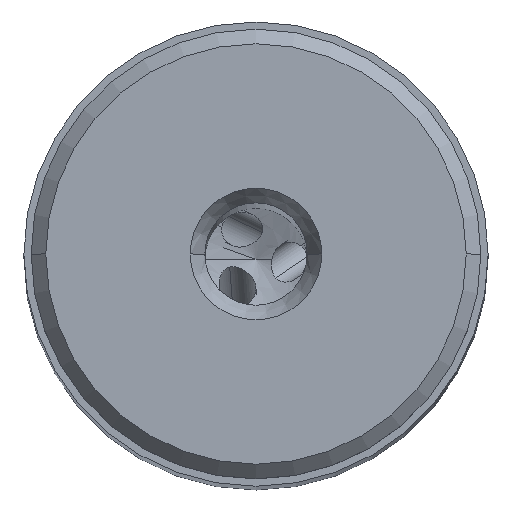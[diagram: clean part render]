
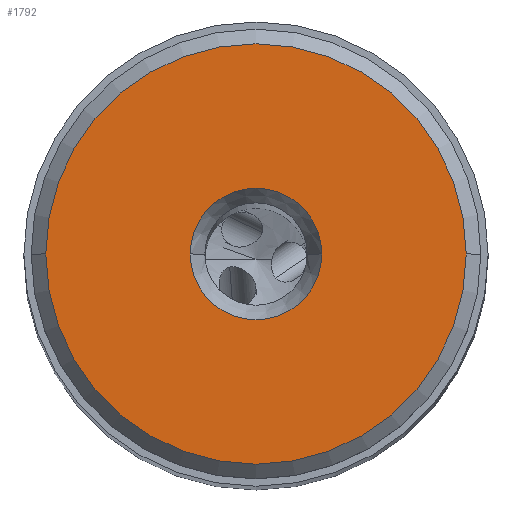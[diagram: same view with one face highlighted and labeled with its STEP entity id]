
A CAD part, top view. The second image highlights one B-rep face of the part: STEP entity #1792.
In plain terms, the highlighted planar face has unit normal (0, 0, 1).
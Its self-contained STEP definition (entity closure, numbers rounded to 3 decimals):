
#1792=ADVANCED_FACE('',(#2194,#2195),#2111,.T.);
#2111=PLANE('',#7152);
#2194=FACE_BOUND('',#2303,.T.);
#2195=FACE_BOUND('',#2304,.T.);
#2303=EDGE_LOOP('',(#3156,#3157,#3158));
#2304=EDGE_LOOP('',(#3159,#3160));
#3156=ORIENTED_EDGE('',*,*,#5797,.F.);
#3157=ORIENTED_EDGE('',*,*,#5798,.F.);
#3158=ORIENTED_EDGE('',*,*,#5799,.F.);
#3159=ORIENTED_EDGE('',*,*,#5796,.F.);
#3160=ORIENTED_EDGE('',*,*,#5800,.F.);
#5010=VERTEX_POINT('',#15428);
#5011=VERTEX_POINT('',#15430);
#5012=VERTEX_POINT('',#15434);
#5013=VERTEX_POINT('',#15435);
#5014=VERTEX_POINT('',#15437);
#5796=EDGE_CURVE('',#5011,#5010,#6591,.T.);
#5797=EDGE_CURVE('',#5012,#5013,#6592,.T.);
#5798=EDGE_CURVE('',#5014,#5012,#6593,.T.);
#5799=EDGE_CURVE('',#5013,#5014,#6594,.T.);
#5800=EDGE_CURVE('',#5010,#5011,#6595,.T.);
#6591=CIRCLE('',#7146,4.5);
#6592=CIRCLE('',#7148,14.375);
#6593=CIRCLE('',#7149,14.375);
#6594=CIRCLE('',#7150,14.375);
#6595=CIRCLE('',#7151,4.5);
#7146=AXIS2_PLACEMENT_3D('',#15431,#8095,#8096);
#7148=AXIS2_PLACEMENT_3D('',#15433,#8099,#8100);
#7149=AXIS2_PLACEMENT_3D('',#15436,#8101,#8102);
#7150=AXIS2_PLACEMENT_3D('',#15438,#8103,#8104);
#7151=AXIS2_PLACEMENT_3D('',#15439,#8105,#8106);
#7152=AXIS2_PLACEMENT_3D('',#15440,#8107,#8108);
#8095=DIRECTION('',(0.,0.,1.));
#8096=DIRECTION('',(-1.,0.,0.));
#8099=DIRECTION('',(0.,0.,-1.));
#8100=DIRECTION('',(-1.,0.,0.));
#8101=DIRECTION('',(0.,0.,-1.));
#8102=DIRECTION('',(0.,-1.,0.));
#8103=DIRECTION('',(0.,0.,-1.));
#8104=DIRECTION('',(1.,0.,0.));
#8105=DIRECTION('',(0.,0.,1.));
#8106=DIRECTION('',(1.,0.,0.));
#8107=DIRECTION('',(0.,0.,1.));
#8108=DIRECTION('',(-1.,0.,0.));
#15428=CARTESIAN_POINT('',(4.5,0.,0.));
#15430=CARTESIAN_POINT('',(-4.5,0.,0.));
#15431=CARTESIAN_POINT('',(0.,0.,0.));
#15433=CARTESIAN_POINT('',(0.,0.,0.));
#15434=CARTESIAN_POINT('',(-14.375,0.,0.));
#15435=CARTESIAN_POINT('',(14.375,0.,0.));
#15436=CARTESIAN_POINT('',(0.,0.,0.));
#15437=CARTESIAN_POINT('',(0.,-14.375,0.));
#15438=CARTESIAN_POINT('',(0.,0.,0.));
#15439=CARTESIAN_POINT('',(0.,0.,0.));
#15440=CARTESIAN_POINT('',(0.,0.001,0.));
